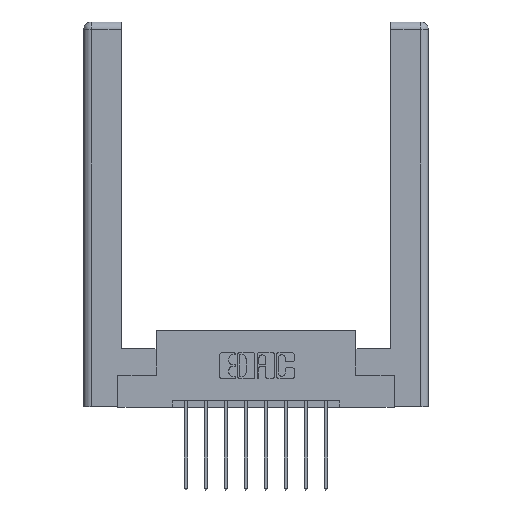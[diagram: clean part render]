
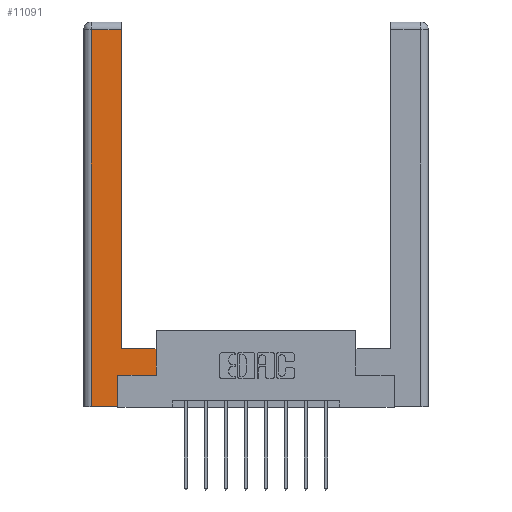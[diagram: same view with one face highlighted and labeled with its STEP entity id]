
A CAD part, top view. The second image highlights one B-rep face of the part: STEP entity #11091.
In plain terms, the highlighted planar face has unit normal (0, 0, 1).
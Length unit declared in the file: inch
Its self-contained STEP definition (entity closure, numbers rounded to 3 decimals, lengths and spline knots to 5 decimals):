
#52 = DIRECTION ( 'NONE',  ( 1., 0., 0. ) ) ;
#60 = VERTEX_POINT ( 'NONE', #822 ) ;
#85 = EDGE_LOOP ( 'NONE', ( #1503, #6937, #2885, #8990, #3918, #9318, #8063, #853 ) ) ;
#343 = DIRECTION ( 'NONE',  ( -1., 0., 0. ) ) ;
#416 = VERTEX_POINT ( 'NONE', #2005 ) ;
#822 = CARTESIAN_POINT ( 'NONE',  ( 0.295, 2.94, 0. ) ) ;
#853 = ORIENTED_EDGE ( 'NONE', *, *, #6778, .T. ) ;
#1096 = EDGE_CURVE ( 'NONE', #8164, #9076, #10920, .T. ) ;
#1236 = EDGE_CURVE ( 'NONE', #12831, #8164, #7872, .T. ) ;
#1503 = ORIENTED_EDGE ( 'NONE', *, *, #2989, .T. ) ;
#1736 = VECTOR ( 'NONE', #2598, 39.37008 ) ;
#1868 = CARTESIAN_POINT ( 'NONE',  ( 0.0615, 0., 0. ) ) ;
#1992 = VECTOR ( 'NONE', #7771, 39.37008 ) ;
#2005 = CARTESIAN_POINT ( 'NONE',  ( 0.265, 0., 0. ) ) ;
#2208 = LINE ( 'NONE', #6024, #6713 ) ;
#2334 = CARTESIAN_POINT ( 'NONE',  ( 0.295, 0.45, 0. ) ) ;
#2595 = EDGE_CURVE ( 'NONE', #60, #3156, #6068, .T. ) ;
#2598 = DIRECTION ( 'NONE',  ( -1., 0., 0. ) ) ;
#2625 = DIRECTION ( 'NONE',  ( 1., 0., 0. ) ) ;
#2885 = ORIENTED_EDGE ( 'NONE', *, *, #4076, .T. ) ;
#2989 = EDGE_CURVE ( 'NONE', #6258, #60, #8431, .T. ) ;
#3156 = VERTEX_POINT ( 'NONE', #7248 ) ;
#3303 = VECTOR ( 'NONE', #3792, 39.37008 ) ;
#3792 = DIRECTION ( 'NONE',  ( 0., 1., 0. ) ) ;
#3918 = ORIENTED_EDGE ( 'NONE', *, *, #10751, .T. ) ;
#4076 = EDGE_CURVE ( 'NONE', #3156, #7184, #8094, .T. ) ;
#4120 = CARTESIAN_POINT ( 'NONE',  ( 0.565, 0.245, 0. ) ) ;
#5430 = CARTESIAN_POINT ( 'NONE',  ( 0., 0., 0. ) ) ;
#6024 = CARTESIAN_POINT ( 'NONE',  ( 0.265, 0.245, 0. ) ) ;
#6068 = LINE ( 'NONE', #6749, #1736 ) ;
#6258 = VERTEX_POINT ( 'NONE', #9767 ) ;
#6532 = DIRECTION ( 'NONE',  ( 0., 0., -1. ) ) ;
#6601 = VECTOR ( 'NONE', #6633, 39.37008 ) ;
#6633 = DIRECTION ( 'NONE',  ( 0., 1., 0. ) ) ;
#6713 = VECTOR ( 'NONE', #11096, 39.37008 ) ;
#6749 = CARTESIAN_POINT ( 'NONE',  ( 0.0615, 2.94, 0. ) ) ;
#6778 = EDGE_CURVE ( 'NONE', #9076, #6258, #12265, .T. ) ;
#6937 = ORIENTED_EDGE ( 'NONE', *, *, #2595, .T. ) ;
#7184 = VERTEX_POINT ( 'NONE', #1868 ) ;
#7248 = CARTESIAN_POINT ( 'NONE',  ( 0.0615, 2.94, 0. ) ) ;
#7363 = LINE ( 'NONE', #12765, #10045 ) ;
#7771 = DIRECTION ( 'NONE',  ( -1., 0., 0. ) ) ;
#7872 = LINE ( 'NONE', #4120, #11243 ) ;
#8034 = CARTESIAN_POINT ( 'NONE',  ( 0.265, 0.245, 0. ) ) ;
#8063 = ORIENTED_EDGE ( 'NONE', *, *, #1096, .T. ) ;
#8094 = LINE ( 'NONE', #9888, #9349 ) ;
#8164 = VERTEX_POINT ( 'NONE', #12374 ) ;
#8431 = LINE ( 'NONE', #8885, #3303 ) ;
#8469 = PLANE ( 'NONE',  #9731 ) ;
#8709 = CARTESIAN_POINT ( 'NONE',  ( 0.565, 0.45, 0. ) ) ;
#8885 = CARTESIAN_POINT ( 'NONE',  ( 0.295, 3., 0. ) ) ;
#8990 = ORIENTED_EDGE ( 'NONE', *, *, #9961, .T. ) ;
#9076 = VERTEX_POINT ( 'NONE', #11093 ) ;
#9318 = ORIENTED_EDGE ( 'NONE', *, *, #1236, .T. ) ;
#9349 = VECTOR ( 'NONE', #9972, 39.37008 ) ;
#9731 = AXIS2_PLACEMENT_3D ( 'NONE', #5430, #6532, #343 ) ;
#9767 = CARTESIAN_POINT ( 'NONE',  ( 0.295, 0.45, 0. ) ) ;
#9888 = CARTESIAN_POINT ( 'NONE',  ( 0.0615, 0., 0. ) ) ;
#9961 = EDGE_CURVE ( 'NONE', #7184, #416, #7363, .T. ) ;
#9972 = DIRECTION ( 'NONE',  ( 0., -1., 0. ) ) ;
#10045 = VECTOR ( 'NONE', #2625, 39.37008 ) ;
#10751 = EDGE_CURVE ( 'NONE', #416, #12831, #2208, .T. ) ;
#10920 = LINE ( 'NONE', #8709, #6601 ) ;
#11091 = ADVANCED_FACE ( 'NONE', ( #11828 ), #8469, .F. ) ;
#11093 = CARTESIAN_POINT ( 'NONE',  ( 0.565, 0.45, 0. ) ) ;
#11096 = DIRECTION ( 'NONE',  ( 0., 1., 0. ) ) ;
#11243 = VECTOR ( 'NONE', #52, 39.37008 ) ;
#11828 = FACE_OUTER_BOUND ( 'NONE', #85, .T. ) ;
#12265 = LINE ( 'NONE', #2334, #1992 ) ;
#12374 = CARTESIAN_POINT ( 'NONE',  ( 0.565, 0.245, 0. ) ) ;
#12765 = CARTESIAN_POINT ( 'NONE',  ( 0.265, 0., 0. ) ) ;
#12831 = VERTEX_POINT ( 'NONE', #8034 ) ;
